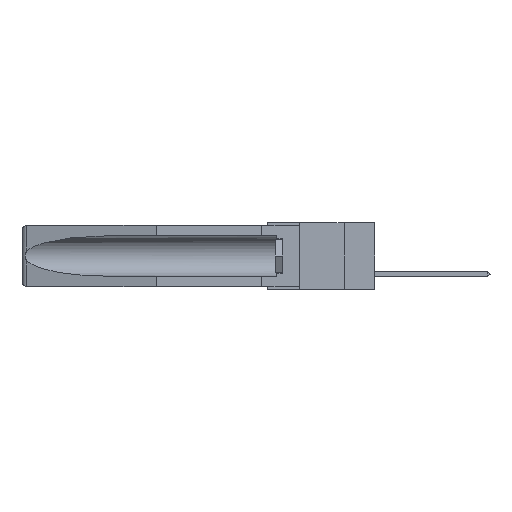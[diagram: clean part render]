
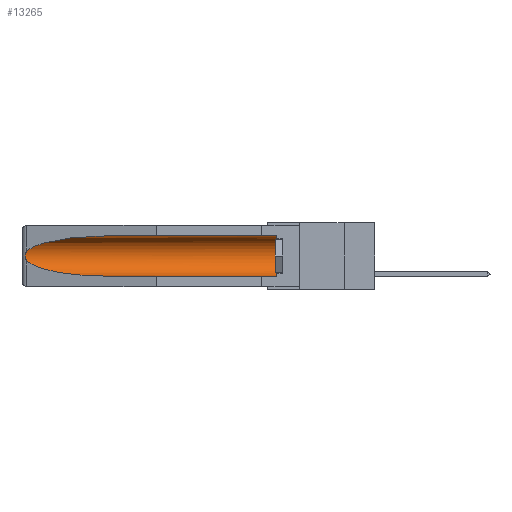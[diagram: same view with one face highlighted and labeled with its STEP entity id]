
A CAD part, left-side view. The second image highlights one B-rep face of the part: STEP entity #13265.
In plain terms, the highlighted cylindrical face has radius 2.857 mm (diameter 5.715 mm), a partial arc.
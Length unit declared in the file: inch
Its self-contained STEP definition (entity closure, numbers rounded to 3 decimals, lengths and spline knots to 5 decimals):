
#468 = EDGE_CURVE ( 'NONE', #20182, #19017, #11684, .T. ) ;
#605 = LINE ( 'NONE', #21966, #3240 ) ;
#760 = EDGE_CURVE ( 'NONE', #18975, #11672, #21052, .T. ) ;
#796 = CARTESIAN_POINT ( 'NONE',  ( 0.26537, 1.52718, -0.19328 ) ) ;
#1603 = CARTESIAN_POINT ( 'NONE',  ( 0.21114, 1.30732, -0.284 ) ) ;
#2258 = EDGE_LOOP ( 'NONE', ( #6545, #24268, #27610, #22007, #19293, #13951 ) ) ;
#2922 = CARTESIAN_POINT ( 'NONE',  ( 0.26654, 1.53092, -0.15636 ) ) ;
#2973 = CARTESIAN_POINT ( 'NONE',  ( 0.155, 0.126, -0.059 ) ) ;
#3009 = CARTESIAN_POINT ( 'NONE',  ( 0.26597, 1.52961, -0.15275 ) ) ;
#3240 = VECTOR ( 'NONE', #10922, 39.37008 ) ;
#4953 = AXIS2_PLACEMENT_3D ( 'NONE', #6863, #13594, #15494 ) ;
#5251 = CARTESIAN_POINT ( 'NONE',  ( 0.2675, 1.53308, -0.16763 ) ) ;
#5595 = CARTESIAN_POINT ( 'NONE',  ( 0.25451, 1.48313, -0.24835 ) ) ;
#5895 = CARTESIAN_POINT ( 'NONE',  ( 0.155, 1.07973, -0.284 ) ) ;
#6129 = CARTESIAN_POINT ( 'NONE',  ( 0.26537, 1.52718, -0.14972 ) ) ;
#6545 = ORIENTED_EDGE ( 'NONE', *, *, #760, .T. ) ;
#6643 = CARTESIAN_POINT ( 'NONE',  ( 0.26537, 1.52718, -0.14972 ) ) ;
#6863 = CARTESIAN_POINT ( 'NONE',  ( 0.155, -0.30754, -0.1715 ) ) ;
#7380 = CARTESIAN_POINT ( 'NONE',  ( 0.2675, 1.53308, -0.17534 ) ) ;
#8497 = DIRECTION ( 'NONE',  ( 0., 0., 1. ) ) ;
#8633 = CARTESIAN_POINT ( 'NONE',  ( 0.25451, 1.48313, -0.09465 ) ) ;
#9297 = CARTESIAN_POINT ( 'NONE',  ( 0.26537, 1.52718, -0.14972 ) ) ;
#10922 = DIRECTION ( 'NONE',  ( 0., 1., 0. ) ) ;
#11672 = VERTEX_POINT ( 'NONE', #6129 ) ;
#11684 = LINE ( 'NONE', #25618, #15064 ) ;
#12807 = CARTESIAN_POINT ( 'NONE',  ( 0.155, 1.07973, -0.059 ) ) ;
#13179 = VERTEX_POINT ( 'NONE', #19915 ) ;
#13265 = ADVANCED_FACE ( 'NONE', ( #21338 ), #22313, .F. ) ;
#13573 = CARTESIAN_POINT ( 'NONE',  ( 0.2673, 1.53269, -0.17917 ) ) ;
#13594 = DIRECTION ( 'NONE',  ( 0., 1., 0. ) ) ;
#13951 = ORIENTED_EDGE ( 'NONE', *, *, #16374, .T. ) ;
#15064 = VECTOR ( 'NONE', #19139, 39.37008 ) ;
#15494 = DIRECTION ( 'NONE',  ( 0., 0., 1. ) ) ;
#16374 = EDGE_CURVE ( 'NONE', #23893, #18975, #605, .T. ) ;
#16944 = EDGE_CURVE ( 'NONE', #13179, #19017, #20516, .T. ) ;
#17238 = DIRECTION ( 'NONE',  ( 0., -1., 0. ) ) ;
#17904 = CARTESIAN_POINT ( 'NONE',  ( 0.26597, 1.5296, -0.19026 ) ) ;
#18975 = VERTEX_POINT ( 'NONE', #12807 ) ;
#19017 = VERTEX_POINT ( 'NONE', #23968 ) ;
#19139 = DIRECTION ( 'NONE',  ( 0., 1., 0. ) ) ;
#19293 = ORIENTED_EDGE ( 'NONE', *, *, #19890, .T. ) ;
#19410 = CARTESIAN_POINT ( 'NONE',  ( 0.21114, 1.30732, -0.059 ) ) ;
#19890 = EDGE_CURVE ( 'NONE', #20182, #23893, #23056, .T. ) ;
#19915 = CARTESIAN_POINT ( 'NONE',  ( 0.26537, 1.52718, -0.19328 ) ) ;
#20182 = VERTEX_POINT ( 'NONE', #21296 ) ;
#20516 =( BOUNDED_CURVE ( )  B_SPLINE_CURVE ( 3, ( #22657, #5595, #1603, #5895 ),
 .UNSPECIFIED., .F., .F. ) 
 B_SPLINE_CURVE_WITH_KNOTS ( ( 4, 4 ),
 ( 0.1948, 1.5708 ),
 .UNSPECIFIED. ) 
 CURVE ( )  GEOMETRIC_REPRESENTATION_ITEM ( )  RATIONAL_B_SPLINE_CURVE ( ( 1., 0.848, 0.848, 1. ) ) 
 REPRESENTATION_ITEM ( '' )  );
#21029 = EDGE_CURVE ( 'NONE', #11672, #13179, #26362, .T. ) ;
#21052 =( BOUNDED_CURVE ( )  B_SPLINE_CURVE ( 3, ( #21584, #19410, #8633, #6643 ),
 .UNSPECIFIED., .F., .F. ) 
 B_SPLINE_CURVE_WITH_KNOTS ( ( 4, 4 ),
 ( 4.71239, 6.08839 ),
 .UNSPECIFIED. ) 
 CURVE ( )  GEOMETRIC_REPRESENTATION_ITEM ( )  RATIONAL_B_SPLINE_CURVE ( ( 1., 0.848, 0.848, 1. ) ) 
 REPRESENTATION_ITEM ( '' )  );
#21296 = CARTESIAN_POINT ( 'NONE',  ( 0.155, 0.126, -0.284 ) ) ;
#21338 = FACE_OUTER_BOUND ( 'NONE', #2258, .T. ) ;
#21584 = CARTESIAN_POINT ( 'NONE',  ( 0.155, 1.07973, -0.059 ) ) ;
#21966 = CARTESIAN_POINT ( 'NONE',  ( 0.155, -0.30754, -0.059 ) ) ;
#22007 = ORIENTED_EDGE ( 'NONE', *, *, #468, .F. ) ;
#22313 = CYLINDRICAL_SURFACE ( 'NONE', #4953, 0.1125 ) ;
#22657 = CARTESIAN_POINT ( 'NONE',  ( 0.26537, 1.52718, -0.19328 ) ) ;
#23056 = CIRCLE ( 'NONE', #24527, 0.1125 ) ;
#23893 = VERTEX_POINT ( 'NONE', #2973 ) ;
#23968 = CARTESIAN_POINT ( 'NONE',  ( 0.155, 1.07973, -0.284 ) ) ;
#24203 = CARTESIAN_POINT ( 'NONE',  ( 0.2673, 1.5327, -0.16383 ) ) ;
#24268 = ORIENTED_EDGE ( 'NONE', *, *, #21029, .T. ) ;
#24289 = CARTESIAN_POINT ( 'NONE',  ( 0.26655, 1.53094, -0.18657 ) ) ;
#24527 = AXIS2_PLACEMENT_3D ( 'NONE', #25842, #17238, #8497 ) ;
#25618 = CARTESIAN_POINT ( 'NONE',  ( 0.155, -0.30754, -0.284 ) ) ;
#25842 = CARTESIAN_POINT ( 'NONE',  ( 0.155, 0.126, -0.1715 ) ) ;
#26362 = B_SPLINE_CURVE_WITH_KNOTS ( 'NONE', 3,
 ( #9297, #3009, #2922, #24203, #5251, #7380, #13573, #24289, #17904, #796 ),
 .UNSPECIFIED., .F., .F.,
 ( 4, 2, 2, 2, 4 ),
 ( 0., 0.00029, 0.00058, 0.00087, 0.00117 ),
 .UNSPECIFIED. ) ;
#27610 = ORIENTED_EDGE ( 'NONE', *, *, #16944, .T. ) ;
